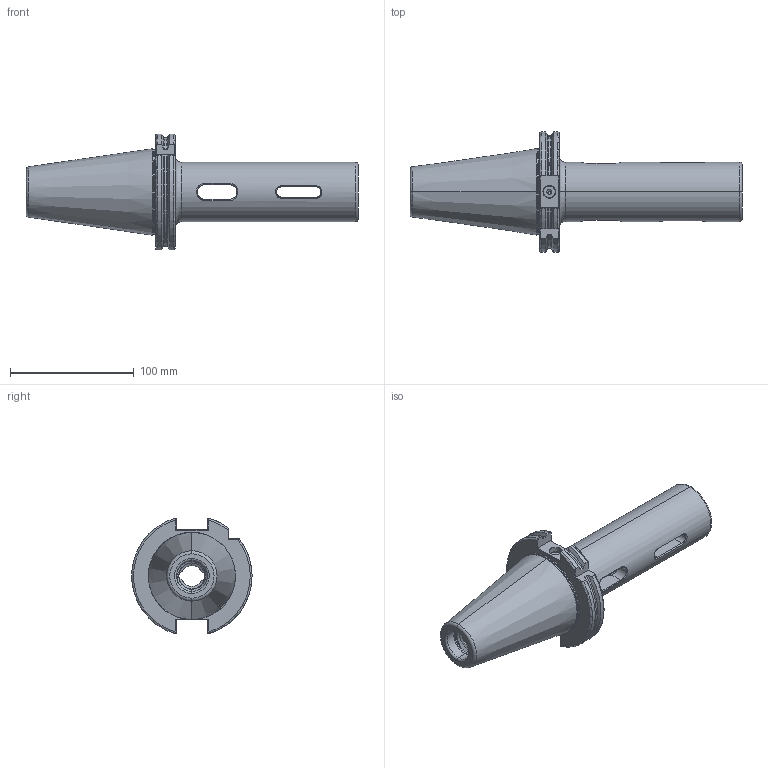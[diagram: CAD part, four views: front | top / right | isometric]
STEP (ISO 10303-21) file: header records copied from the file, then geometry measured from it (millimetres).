
FILE_DESCRIPTION (( 'STEP AP203' ), '1' );
FILE_NAME ('502.07.04.1.STEP', '2016-07-16T06:26:28', ( '' ), ( '' ), 'SwSTEP 2.0', 'SolidWorks 2012', '' );
FILE_SCHEMA (( 'CONFIG_CONTROL_DESIGN' ));
Length unit declared in the file: millimetre
Products named in the file (1): 502.07.04.1
Bounding box: 268.75 x 97.32 x 93.81 mm (x, y, z)
Volume: 489826.6 mm3; surface area: 80135.6 mm2
Topology: 1 solids, 1 shells, 218 faces, 574 edges, 350 vertices
Faces by surface type: cylinder 67, plane 62, torus 35, cone 31, bspline 23
Entity records: 18947 total; most frequent: CARTESIAN_POINT 13978, ORIENTED_EDGE 1128, DIRECTION 876, EDGE_CURVE 564, VERTEX_POINT 350, AXIS2_PLACEMENT_3D 339, EDGE_LOOP 230, FACE_OUTER_BOUND 218
